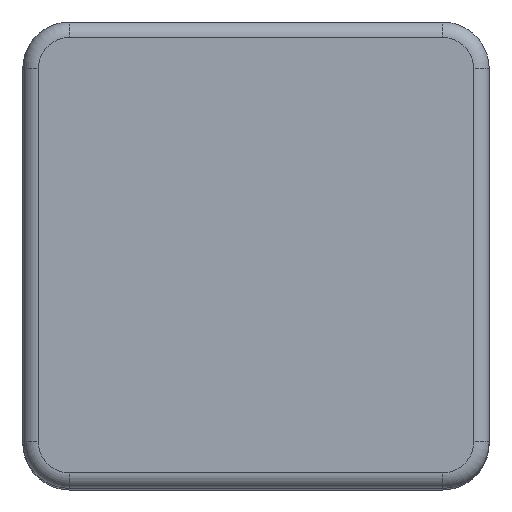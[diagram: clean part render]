
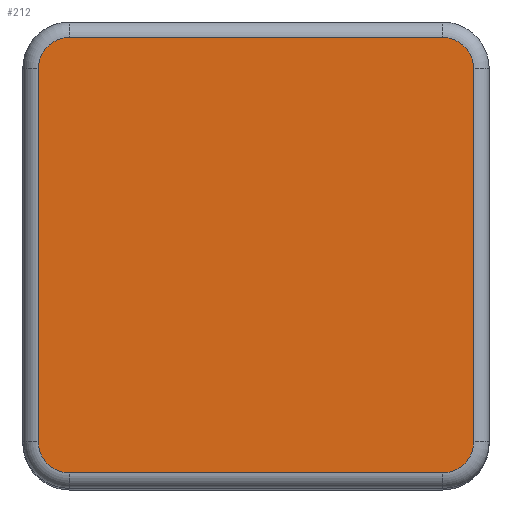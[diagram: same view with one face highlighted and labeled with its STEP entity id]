
A CAD part, top view. The second image highlights one B-rep face of the part: STEP entity #212.
In plain terms, the highlighted planar face has unit normal (0, 0, 1).
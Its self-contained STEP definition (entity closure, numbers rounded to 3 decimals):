
#11 = CARTESIAN_POINT ( 'NONE',  ( 0.12, 0.01, 0.3 ) ) ;
#33 = LINE ( 'NONE', #1304, #774 ) ;
#35 = CARTESIAN_POINT ( 'NONE',  ( 0.12, 0.27, 0.3 ) ) ;
#56 = CARTESIAN_POINT ( 'NONE',  ( 0.14, 0.27, 0.3 ) ) ;
#57 = CIRCLE ( 'NONE', #960, 0.02 ) ;
#75 = DIRECTION ( 'NONE',  ( 0., 0., 1. ) ) ;
#120 = CARTESIAN_POINT ( 'NONE',  ( -0.12, 0.27, 0.3 ) ) ;
#145 = AXIS2_PLACEMENT_3D ( 'NONE', #1114, #1122, #940 ) ;
#212 = ADVANCED_FACE ( 'NONE', ( #1429 ), #660, .T. ) ;
#230 = AXIS2_PLACEMENT_3D ( 'NONE', #120, #1278, #1135 ) ;
#268 = DIRECTION ( 'NONE',  ( -1., 0., 0. ) ) ;
#293 = ORIENTED_EDGE ( 'NONE', *, *, #431, .T. ) ;
#294 = DIRECTION ( 'NONE',  ( 0., 1., 0. ) ) ;
#323 = DIRECTION ( 'NONE',  ( 0., 0., 1. ) ) ;
#341 = ORIENTED_EDGE ( 'NONE', *, *, #1487, .T. ) ;
#347 = CARTESIAN_POINT ( 'NONE',  ( 0.12, 0.01, 0.3 ) ) ;
#369 = LINE ( 'NONE', #347, #954 ) ;
#372 = ORIENTED_EDGE ( 'NONE', *, *, #1860, .T. ) ;
#379 = LINE ( 'NONE', #403, #732 ) ;
#403 = CARTESIAN_POINT ( 'NONE',  ( 0.14, 0.27, 0.3 ) ) ;
#431 = EDGE_CURVE ( 'NONE', #1746, #498, #33, .T. ) ;
#451 = VERTEX_POINT ( 'NONE', #11 ) ;
#498 = VERTEX_POINT ( 'NONE', #690 ) ;
#519 = DIRECTION ( 'NONE',  ( 1., 0., 0. ) ) ;
#545 = EDGE_CURVE ( 'NONE', #1836, #1453, #379, .T. ) ;
#551 = CARTESIAN_POINT ( 'NONE',  ( 0.14, 0.03, 0.3 ) ) ;
#631 = ORIENTED_EDGE ( 'NONE', *, *, #545, .T. ) ;
#660 = PLANE ( 'NONE',  #1146 ) ;
#679 = EDGE_CURVE ( 'NONE', #1513, #1746, #1556, .T. ) ;
#690 = CARTESIAN_POINT ( 'NONE',  ( -0.14, 0.03, 0.3 ) ) ;
#695 = EDGE_LOOP ( 'NONE', ( #1431, #293, #1440, #341, #992, #631, #1558, #372 ) ) ;
#732 = VECTOR ( 'NONE', #294, 1000. ) ;
#766 = AXIS2_PLACEMENT_3D ( 'NONE', #35, #323, #1682 ) ;
#774 = VECTOR ( 'NONE', #1588, 1000. ) ;
#793 = LINE ( 'NONE', #1851, #1419 ) ;
#880 = CIRCLE ( 'NONE', #766, 0.02 ) ;
#912 = CARTESIAN_POINT ( 'NONE',  ( -0.14, 0.27, 0.3 ) ) ;
#940 = DIRECTION ( 'NONE',  ( 1., 0., 0. ) ) ;
#954 = VECTOR ( 'NONE', #519, 1000. ) ;
#960 = AXIS2_PLACEMENT_3D ( 'NONE', #1631, #1195, #1042 ) ;
#992 = ORIENTED_EDGE ( 'NONE', *, *, #1625, .T. ) ;
#1042 = DIRECTION ( 'NONE',  ( 1., 0., 0. ) ) ;
#1114 = CARTESIAN_POINT ( 'NONE',  ( -0.12, 0.03, 0.3 ) ) ;
#1116 = CARTESIAN_POINT ( 'NONE',  ( -0.12, 0.01, 0.3 ) ) ;
#1122 = DIRECTION ( 'NONE',  ( 0., 0., 1. ) ) ;
#1135 = DIRECTION ( 'NONE',  ( 1., 0., 0. ) ) ;
#1146 = AXIS2_PLACEMENT_3D ( 'NONE', #1219, #75, #1369 ) ;
#1195 = DIRECTION ( 'NONE',  ( 0., 0., 1. ) ) ;
#1219 = CARTESIAN_POINT ( 'NONE',  ( -0.12, 0.03, 0.3 ) ) ;
#1278 = DIRECTION ( 'NONE',  ( 0., 0., 1. ) ) ;
#1304 = CARTESIAN_POINT ( 'NONE',  ( -0.14, 0.03, 0.3 ) ) ;
#1369 = DIRECTION ( 'NONE',  ( 1., 0., 0. ) ) ;
#1419 = VECTOR ( 'NONE', #268, 1000. ) ;
#1429 = FACE_OUTER_BOUND ( 'NONE', #695, .T. ) ;
#1431 = ORIENTED_EDGE ( 'NONE', *, *, #679, .T. ) ;
#1440 = ORIENTED_EDGE ( 'NONE', *, *, #1731, .T. ) ;
#1453 = VERTEX_POINT ( 'NONE', #56 ) ;
#1480 = CARTESIAN_POINT ( 'NONE',  ( 0.12, 0.29, 0.3 ) ) ;
#1482 = VERTEX_POINT ( 'NONE', #1480 ) ;
#1487 = EDGE_CURVE ( 'NONE', #1521, #451, #369, .T. ) ;
#1513 = VERTEX_POINT ( 'NONE', #1522 ) ;
#1521 = VERTEX_POINT ( 'NONE', #1116 ) ;
#1522 = CARTESIAN_POINT ( 'NONE',  ( -0.12, 0.29, 0.3 ) ) ;
#1556 = CIRCLE ( 'NONE', #230, 0.02 ) ;
#1558 = ORIENTED_EDGE ( 'NONE', *, *, #1728, .T. ) ;
#1579 = CIRCLE ( 'NONE', #145, 0.02 ) ;
#1588 = DIRECTION ( 'NONE',  ( 0., -1., 0. ) ) ;
#1625 = EDGE_CURVE ( 'NONE', #451, #1836, #57, .T. ) ;
#1631 = CARTESIAN_POINT ( 'NONE',  ( 0.12, 0.03, 0.3 ) ) ;
#1682 = DIRECTION ( 'NONE',  ( 1., 0., 0. ) ) ;
#1728 = EDGE_CURVE ( 'NONE', #1453, #1482, #880, .T. ) ;
#1731 = EDGE_CURVE ( 'NONE', #498, #1521, #1579, .T. ) ;
#1746 = VERTEX_POINT ( 'NONE', #912 ) ;
#1836 = VERTEX_POINT ( 'NONE', #551 ) ;
#1851 = CARTESIAN_POINT ( 'NONE',  ( -0.12, 0.29, 0.3 ) ) ;
#1860 = EDGE_CURVE ( 'NONE', #1482, #1513, #793, .T. ) ;
